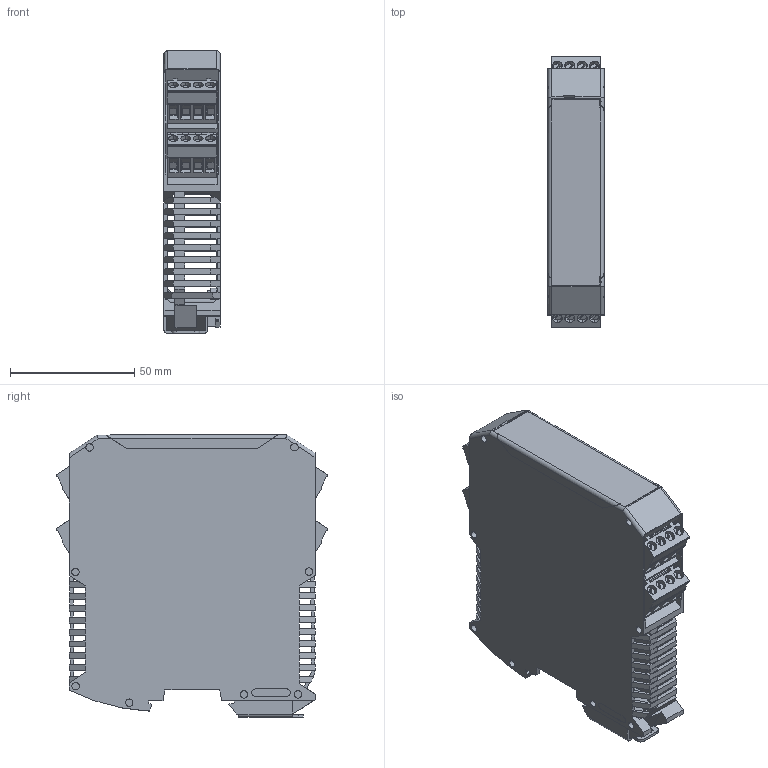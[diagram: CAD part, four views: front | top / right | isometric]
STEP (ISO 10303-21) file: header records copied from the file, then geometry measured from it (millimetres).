
FILE_DESCRIPTION((''),'2;1');
FILE_NAME('DM_CAD-2230_SW0001','2016-03-15T',('Creinig-se'),(''),'PRO/ENGINEER BY PARAMETRIC TECHNOLOGY CORPORATION, 2015440','PRO/ENGINEER BY PARAMETRIC TECHNOLOGY CORPORATION, 2015440','');
FILE_SCHEMA(('CONFIG_CONTROL_DESIGN'));
Products named in the file (1): DM_CAD-2230_SW0001
Bounding box: 22.65 x 109.32 x 113.7 mm (x, y, z)
Volume: 57817.4 mm3; surface area: 69912.2 mm2
Topology: 5 solids, 5 shells, 1575 faces, 4471 edges, 2904 vertices
Faces by surface type: plane 1272, cylinder 299, torus 2, cone 2
Entity records: 62657 total; most frequent: CARTESIAN_POINT 9802, ORIENTED_EDGE 8942, DIRECTION 8218, EDGE_CURVE 4471, VECTOR 3770, LINE 3770, VERTEX_POINT 2904, AXIS2_PLACEMENT_3D 2224
